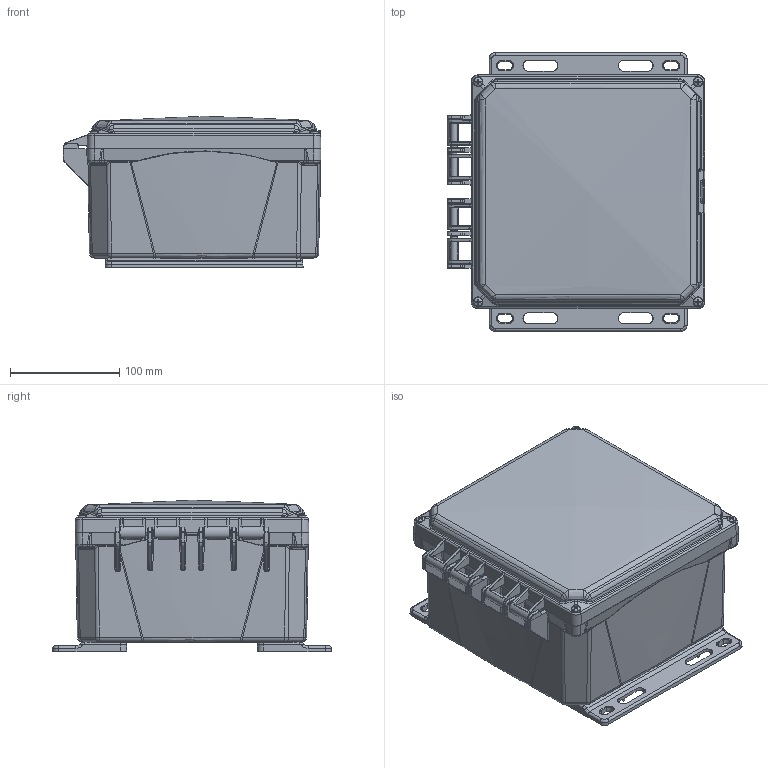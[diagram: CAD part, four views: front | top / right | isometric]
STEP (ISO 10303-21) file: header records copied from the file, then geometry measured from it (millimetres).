
FILE_DESCRIPTION((''),'2;1');
FILE_NAME('H8084HF_ASM','2017-01-06T',('wtidwell'),(''),'CREO PARAMETRIC BY PTC INC, 2016050','CREO PARAMETRIC BY PTC INC, 2016050','');
FILE_SCHEMA(('CONFIG_CONTROL_DESIGN'));
Products named in the file (9): H884BH; 9912525-80-10; 9912521-80-10; H884BH_ASM; H88CHO; 9912538-82-10; MFLK8; 9912530-82-10; H8084HF_ASM
Assembly tree (25 placements, depth 3):
  H8084HF_ASM
    H884BH_ASM
      H884BH
      9912525-80-10  x8
      9912521-80-10  x4
    H88CHO
    9912538-82-10  x4
    MFLK8  x2
    9912530-82-10  x4
Bounding box: 236.45 x 255.52 x 138.81 mm (x, y, z)
Volume: 888549.8 mm3; surface area: 498081 mm2
Topology: 24 solids, 24 shells, 3902 faces, 9247 edges, 5503 vertices
Faces by surface type: cylinder 1587, plane 935, bspline 920, cone 244, sphere 120, torus 96
Entity records: 114443 total; most frequent: CARTESIAN_POINT 58890, ORIENTED_EDGE 12598, DIRECTION 10032, EDGE_CURVE 6299, AXIS2_PLACEMENT_3D 3764, VERTEX_POINT 3684, EDGE_LOOP 2753, FACE_OUTER_BOUND 2671
